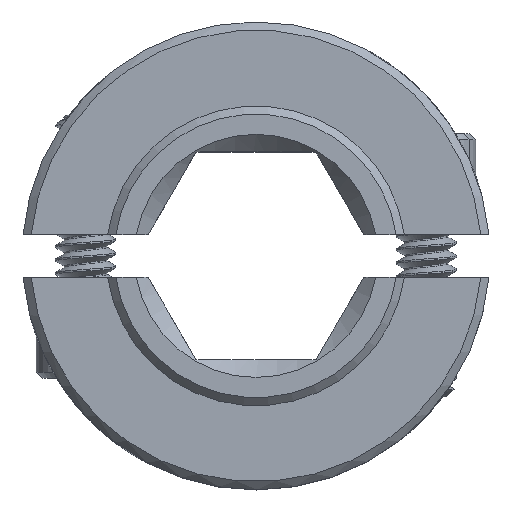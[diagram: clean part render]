
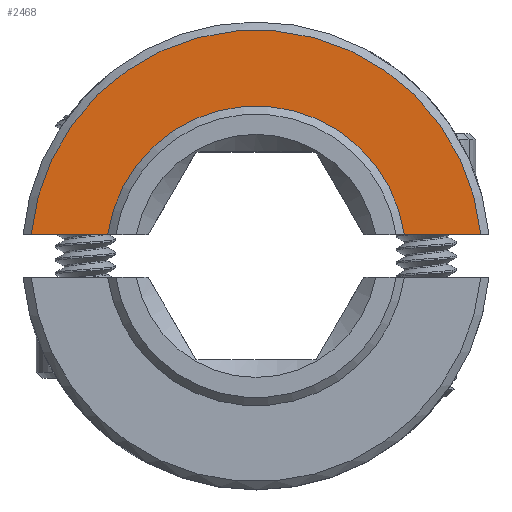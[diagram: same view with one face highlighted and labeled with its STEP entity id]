
A CAD part, top view. The second image highlights one B-rep face of the part: STEP entity #2468.
In plain terms, the highlighted planar face has unit normal (0, 0, 1).
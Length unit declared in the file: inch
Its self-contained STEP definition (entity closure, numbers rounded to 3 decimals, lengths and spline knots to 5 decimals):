
#54 = ORIENTED_EDGE ( 'NONE', *, *, #308, .T. ) ;
#74 = VERTEX_POINT ( 'NONE', #1503 ) ;
#156 = VECTOR ( 'NONE', #4555, 39.37008 ) ;
#308 = EDGE_CURVE ( 'NONE', #1855, #5232, #1585, .T. ) ;
#382 = FACE_OUTER_BOUND ( 'NONE', #3735, .T. ) ;
#597 = CIRCLE ( 'NONE', #2497, 0.41807 ) ;
#851 = CARTESIAN_POINT ( 'NONE',  ( 0., 0., 0.235 ) ) ;
#967 = AXIS2_PLACEMENT_3D ( 'NONE', #3759, #5480, #2936 ) ;
#982 = ORIENTED_EDGE ( 'NONE', *, *, #4482, .T. ) ;
#1096 = CARTESIAN_POINT ( 'NONE',  ( 0., 0., 0.235 ) ) ;
#1195 = DIRECTION ( 'NONE',  ( 1., 0., 0. ) ) ;
#1340 = CIRCLE ( 'NONE', #2513, 0.2775 ) ;
#1503 = CARTESIAN_POINT ( 'NONE',  ( 0.27469, 0.03937, 0.235 ) ) ;
#1585 = LINE ( 'NONE', #3758, #2503 ) ;
#1618 = LINE ( 'NONE', #3349, #156 ) ;
#1802 = CARTESIAN_POINT ( 'NONE',  ( -0.41621, 0.03937, 0.235 ) ) ;
#1855 = VERTEX_POINT ( 'NONE', #1802 ) ;
#2101 = DIRECTION ( 'NONE',  ( 0., 0., 1. ) ) ;
#2382 = EDGE_CURVE ( 'NONE', #5232, #74, #1340, .T. ) ;
#2387 = EDGE_CURVE ( 'NONE', #3350, #1855, #597, .T. ) ;
#2468 = ADVANCED_FACE ( 'NONE', ( #382 ), #5530, .T. ) ;
#2497 = AXIS2_PLACEMENT_3D ( 'NONE', #851, #2101, #1195 ) ;
#2503 = VECTOR ( 'NONE', #5479, 39.37008 ) ;
#2513 = AXIS2_PLACEMENT_3D ( 'NONE', #1096, #2810, #4171 ) ;
#2639 = CARTESIAN_POINT ( 'NONE',  ( 0.41621, 0.03937, 0.235 ) ) ;
#2810 = DIRECTION ( 'NONE',  ( 0., 0., -1. ) ) ;
#2936 = DIRECTION ( 'NONE',  ( 1., 0., 0. ) ) ;
#3349 = CARTESIAN_POINT ( 'NONE',  ( 0.43307, 0.03937, 0.235 ) ) ;
#3350 = VERTEX_POINT ( 'NONE', #2639 ) ;
#3735 = EDGE_LOOP ( 'NONE', ( #982, #4846, #54, #3766 ) ) ;
#3758 = CARTESIAN_POINT ( 'NONE',  ( 0.43307, 0.03937, 0.235 ) ) ;
#3759 = CARTESIAN_POINT ( 'NONE',  ( 0., 0., 0.235 ) ) ;
#3766 = ORIENTED_EDGE ( 'NONE', *, *, #2382, .T. ) ;
#4171 = DIRECTION ( 'NONE',  ( 1., 0., 0. ) ) ;
#4482 = EDGE_CURVE ( 'NONE', #74, #3350, #1618, .T. ) ;
#4488 = CARTESIAN_POINT ( 'NONE',  ( -0.27469, 0.03937, 0.235 ) ) ;
#4555 = DIRECTION ( 'NONE',  ( 1., 0., 0. ) ) ;
#4846 = ORIENTED_EDGE ( 'NONE', *, *, #2387, .T. ) ;
#5232 = VERTEX_POINT ( 'NONE', #4488 ) ;
#5479 = DIRECTION ( 'NONE',  ( 1., 0., 0. ) ) ;
#5480 = DIRECTION ( 'NONE',  ( 0., 0., 1. ) ) ;
#5530 = PLANE ( 'NONE',  #967 ) ;
